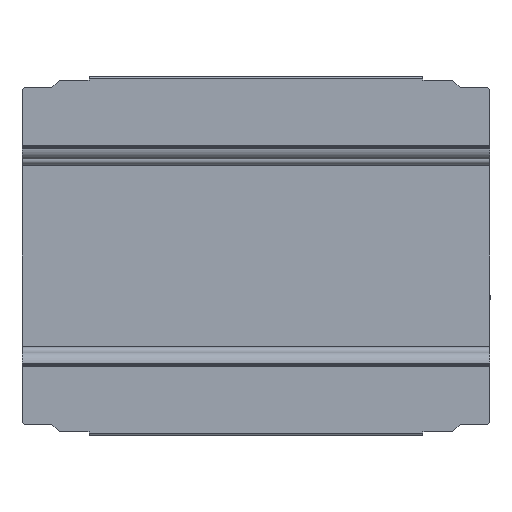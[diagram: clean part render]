
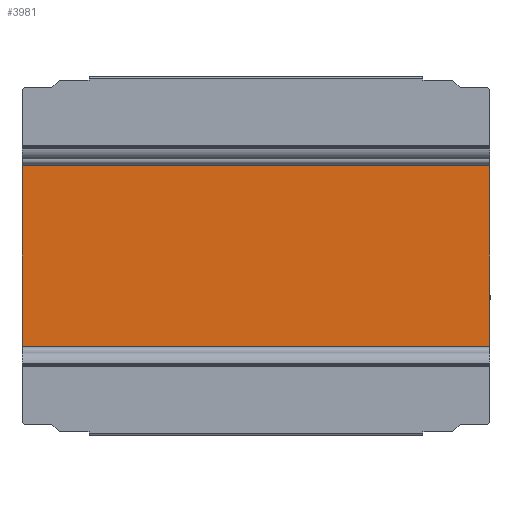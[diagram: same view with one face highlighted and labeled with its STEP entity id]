
A CAD part, front view. The second image highlights one B-rep face of the part: STEP entity #3981.
In plain terms, the highlighted planar face has unit normal (0, -1, 0).
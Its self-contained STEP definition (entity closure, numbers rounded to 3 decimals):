
#744 = EDGE_CURVE ( 'NONE', #17219, #17218, #5561, .T. ) ;
#3981 = ADVANCED_FACE ( 'NONE', ( #12840 ), #18086, .F. ) ;
#4156 = EDGE_CURVE ( 'NONE', #17150, #17219, #13152, .T. ) ;
#4201 = EDGE_CURVE ( 'NONE', #17218, #17151, #13226, .T. ) ;
#4381 = AXIS2_PLACEMENT_3D ( 'NONE', #18085, #18088, #18089 ) ;
#5350 = ORIENTED_EDGE ( 'NONE', *, *, #744, .T. ) ;
#5351 = ORIENTED_EDGE ( 'NONE', *, *, #4201, .T. ) ;
#5352 = ORIENTED_EDGE ( 'NONE', *, *, #24587, .T. ) ;
#5353 = ORIENTED_EDGE ( 'NONE', *, *, #4156, .T. ) ;
#5561 = LINE ( 'NONE', #5926, #5563 ) ;
#5563 = VECTOR ( 'NONE', #5934, 1000. ) ;
#5926 = CARTESIAN_POINT ( 'NONE',  ( -69.55, 7.3, -9. ) ) ;
#5934 = DIRECTION ( 'NONE',  ( 0., 0., -1. ) ) ;
#12840 = FACE_OUTER_BOUND ( 'NONE', #15329, .T. ) ;
#13152 = LINE ( 'NONE', #19247, #13153 ) ;
#13153 = VECTOR ( 'NONE', #19248, 1000. ) ;
#13224 = VECTOR ( 'NONE', #19372, 1000. ) ;
#13226 = LINE ( 'NONE', #19365, #13224 ) ;
#15329 = EDGE_LOOP ( 'NONE', ( #5350, #5351, #5352, #5353 ) ) ;
#17150 = VERTEX_POINT ( 'NONE', #19528 ) ;
#17151 = VERTEX_POINT ( 'NONE', #19529 ) ;
#17218 = VERTEX_POINT ( 'NONE', #19596 ) ;
#17219 = VERTEX_POINT ( 'NONE', #19597 ) ;
#18085 = CARTESIAN_POINT ( 'NONE',  ( -66.5, 7.3, 0. ) ) ;
#18086 = PLANE ( 'NONE',  #4381 ) ;
#18088 = DIRECTION ( 'NONE',  ( 0., 1., 0. ) ) ;
#18089 = DIRECTION ( 'NONE',  ( 0., 0., 1. ) ) ;
#19247 = CARTESIAN_POINT ( 'NONE',  ( -69.55, 7.3, 8.7 ) ) ;
#19248 = DIRECTION ( 'NONE',  ( -1., 0., 0. ) ) ;
#19365 = CARTESIAN_POINT ( 'NONE',  ( -30.45, 7.3, -8.7 ) ) ;
#19372 = DIRECTION ( 'NONE',  ( 1., 0., 0. ) ) ;
#19528 = CARTESIAN_POINT ( 'NONE',  ( -30.45, 7.3, 8.7 ) ) ;
#19529 = CARTESIAN_POINT ( 'NONE',  ( -30.45, 7.3, -8.7 ) ) ;
#19596 = CARTESIAN_POINT ( 'NONE',  ( -69.55, 7.3, -8.7 ) ) ;
#19597 = CARTESIAN_POINT ( 'NONE',  ( -69.55, 7.3, 8.7 ) ) ;
#20592 = LINE ( 'NONE', #22083, #20637 ) ;
#20637 = VECTOR ( 'NONE', #22084, 1000. ) ;
#22083 = CARTESIAN_POINT ( 'NONE',  ( -30.45, 7.3, -9. ) ) ;
#22084 = DIRECTION ( 'NONE',  ( 0., 0., 1. ) ) ;
#24587 = EDGE_CURVE ( 'NONE', #17151, #17150, #20592, .T. ) ;
